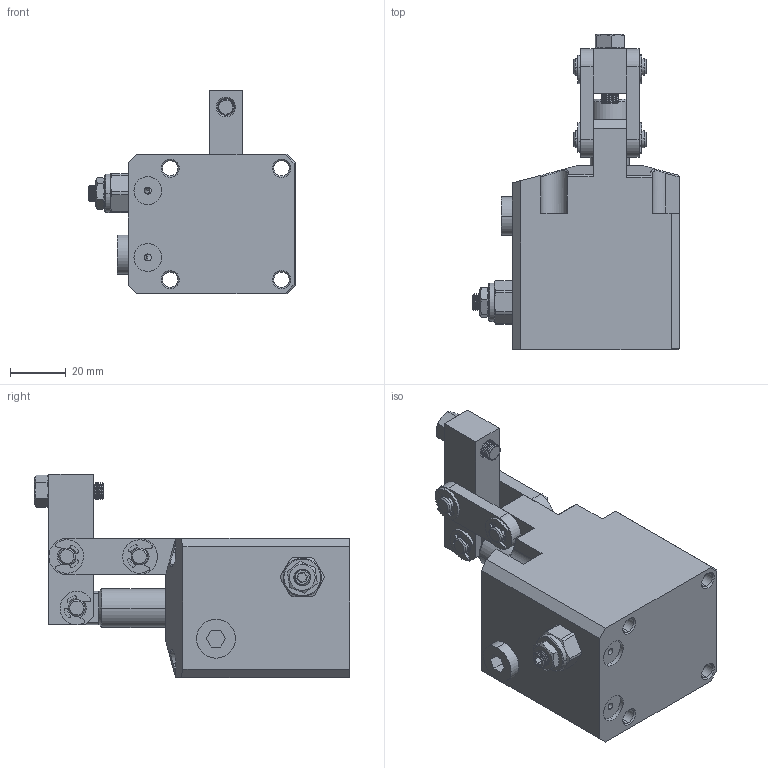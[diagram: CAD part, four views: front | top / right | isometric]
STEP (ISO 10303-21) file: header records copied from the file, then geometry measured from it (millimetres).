
FILE_DESCRIPTION (( 'STEP AP203' ), '1' );
FILE_NAME ('CBLU-30CR話裝宒蚐揤詰.STEP', '2019-04-16T02:39:24', ( '' ), ( '' ), 'SwSTEP 2.0', 'SolidWorks 2017', '' );
FILE_SCHEMA (( 'CONFIG_CONTROL_DESIGN' ));
Length unit declared in the file: millimetre
Products named in the file (12): e rings gb_GB_CONNECTING_PIECE_RINGS_HR 6_1; 囀鞠褒黑芛郔陔_1; 30傻种粣; 30活塞杆_2_2; CBLU-30CR話裝宒蚐揤詰; CZL10覃厒概_3; 酗种粣_1; 掛极CR_1_1; 30蟀裝; hexagon socket head cap screws gb_GB_FASTENER_SCREWS_HSHCS M6X25-S_1; 30揤啣; hex nuts, style 1-grades ab gb_GB_FASTENER_NUT_SNAB1 M6-N_1
Assembly tree (18 placements, depth 2):
  CBLU-30CR話裝宒蚐揤詰
    掛极CR_1_1
    30蟀裝  x2
    hex nuts, style 1-grades ab gb_GB_FASTENER_NUT_SNAB1 M6-N_1
    hexagon socket head cap screws gb_GB_FASTENER_SCREWS_HSHCS M6X25-S_1
    酗种粣_1  x2
    e rings gb_GB_CONNECTING_PIECE_RINGS_HR 6_1  x6
    CZL10覃厒概_3
    囀鞠褒黑芛郔陔_1
    30傻种粣
    30活塞杆_2_2
    30揤啣
Bounding box: 74.3 x 113.2 x 73 mm (x, y, z)
Volume: 188550.7 mm3; surface area: 49176.4 mm2
Topology: 21 solids, 21 shells, 981 faces, 2491 edges, 1565 vertices
Faces by surface type: cylinder 383, cone 296, plane 221, bspline 81
Entity records: 32281 total; most frequent: CARTESIAN_POINT 11586, ORIENTED_EDGE 4126, DIRECTION 4010, EDGE_CURVE 2063, AXIS2_PLACEMENT_3D 1582, VERTEX_POINT 1287, EDGE_LOOP 892, LINE 846
